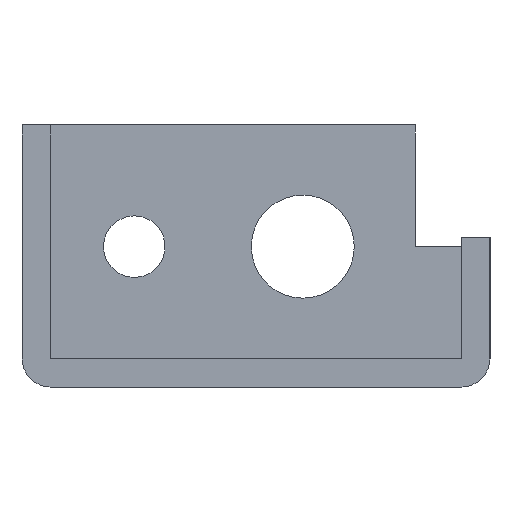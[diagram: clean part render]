
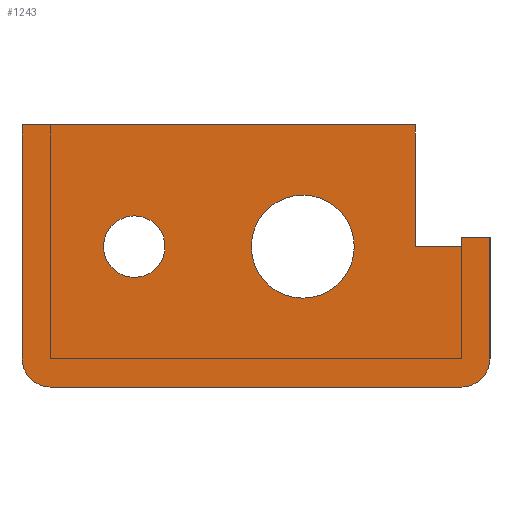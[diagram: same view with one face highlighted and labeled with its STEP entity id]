
A CAD part, left-side view. The second image highlights one B-rep face of the part: STEP entity #1243.
In plain terms, the highlighted planar face has unit normal (-1, 0, 0).
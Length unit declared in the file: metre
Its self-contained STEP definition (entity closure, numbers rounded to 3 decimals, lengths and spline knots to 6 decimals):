
#38=CIRCLE('',#1332,0.0015);
#40=CIRCLE('',#1336,0.0015);
#46=CIRCLE('',#1345,0.00165);
#47=CIRCLE('',#1346,0.00275);
#344=ORIENTED_EDGE('',*,*,#578,.F.);
#345=ORIENTED_EDGE('',*,*,#579,.F.);
#346=ORIENTED_EDGE('',*,*,#421,.T.);
#347=ORIENTED_EDGE('',*,*,#573,.T.);
#348=ORIENTED_EDGE('',*,*,#563,.T.);
#349=ORIENTED_EDGE('',*,*,#560,.T.);
#350=ORIENTED_EDGE('',*,*,#557,.T.);
#351=ORIENTED_EDGE('',*,*,#554,.T.);
#352=ORIENTED_EDGE('',*,*,#551,.F.);
#353=ORIENTED_EDGE('',*,*,#542,.F.);
#354=ORIENTED_EDGE('',*,*,#580,.T.);
#355=ORIENTED_EDGE('',*,*,#581,.T.);
#421=EDGE_CURVE('',#598,#597,#717,.T.);
#542=EDGE_CURVE('',#682,#683,#820,.T.);
#551=EDGE_CURVE('',#683,#690,#829,.T.);
#554=EDGE_CURVE('',#692,#690,#832,.T.);
#557=EDGE_CURVE('',#694,#692,#38,.T.);
#560=EDGE_CURVE('',#696,#694,#836,.T.);
#563=EDGE_CURVE('',#698,#696,#40,.T.);
#573=EDGE_CURVE('',#597,#698,#845,.T.);
#578=EDGE_CURVE('',#707,#707,#46,.T.);
#579=EDGE_CURVE('',#708,#708,#47,.T.);
#580=EDGE_CURVE('',#682,#709,#848,.T.);
#581=EDGE_CURVE('',#709,#598,#849,.T.);
#597=VERTEX_POINT('',#1705);
#598=VERTEX_POINT('',#1707);
#682=VERTEX_POINT('',#1947);
#683=VERTEX_POINT('',#1949);
#690=VERTEX_POINT('',#1967);
#692=VERTEX_POINT('',#1973);
#694=VERTEX_POINT('',#1979);
#696=VERTEX_POINT('',#1985);
#698=VERTEX_POINT('',#1991);
#707=VERTEX_POINT('',#2018);
#708=VERTEX_POINT('',#2020);
#709=VERTEX_POINT('',#2022);
#717=LINE('',#1706,#861);
#820=LINE('',#1948,#964);
#829=LINE('',#1966,#973);
#832=LINE('',#1972,#976);
#836=LINE('',#1984,#980);
#845=LINE('',#2007,#989);
#848=LINE('',#2021,#992);
#849=LINE('',#2023,#993);
#861=VECTOR('',#1372,1.);
#964=VECTOR('',#1583,1.);
#973=VECTOR('',#1596,1.);
#976=VECTOR('',#1601,1.);
#980=VECTOR('',#1613,1.);
#989=VECTOR('',#1634,1.);
#992=VECTOR('',#1649,1.);
#993=VECTOR('',#1650,1.);
#1051=EDGE_LOOP('',(#344));
#1052=EDGE_LOOP('',(#345));
#1053=EDGE_LOOP('',(#346,#347,#348,#349,#350,#351,#352,#353,#354,#355));
#1125=FACE_BOUND('',#1051,.T.);
#1126=FACE_BOUND('',#1052,.T.);
#1127=FACE_BOUND('',#1053,.T.);
#1187=PLANE('',#1344);
#1243=ADVANCED_FACE('',(#1125,#1126,#1127),#1187,.F.);
#1332=AXIS2_PLACEMENT_3D('',#1978,#1606,#1607);
#1336=AXIS2_PLACEMENT_3D('',#1990,#1618,#1619);
#1344=AXIS2_PLACEMENT_3D('',#2016,#1643,#1644);
#1345=AXIS2_PLACEMENT_3D('',#2017,#1645,#1646);
#1346=AXIS2_PLACEMENT_3D('',#2019,#1647,#1648);
#1372=DIRECTION('',(0.,1.,0.));
#1583=DIRECTION('',(0.,0.,1.));
#1596=DIRECTION('',(0.,-1.,0.));
#1601=DIRECTION('',(0.,0.,1.));
#1606=DIRECTION('',(-1.,0.,0.));
#1607=DIRECTION('',(0.,0.,-1.));
#1613=DIRECTION('',(0.,-1.,0.));
#1618=DIRECTION('',(-1.,0.,0.));
#1619=DIRECTION('',(0.,0.,-1.));
#1634=DIRECTION('',(0.,0.,-1.));
#1643=DIRECTION('',(1.,0.,0.));
#1644=DIRECTION('',(0.,1.,0.));
#1645=DIRECTION('',(-1.,0.,0.));
#1646=DIRECTION('',(0.,0.,1.));
#1647=DIRECTION('',(-1.,0.,0.));
#1648=DIRECTION('',(0.,0.,1.));
#1649=DIRECTION('',(0.,1.,0.));
#1650=DIRECTION('',(0.,0.,1.));
#1705=CARTESIAN_POINT('',(0.,0.4125,0.1045));
#1706=CARTESIAN_POINT('',(0.,0.41175,0.1045));
#1707=CARTESIAN_POINT('',(0.,0.3915,0.1045));
#1947=CARTESIAN_POINT('',(0.,0.389,0.098));
#1948=CARTESIAN_POINT('',(0.,0.389,0.095));
#1949=CARTESIAN_POINT('',(0.,0.389,0.0985));
#1966=CARTESIAN_POINT('',(0.,0.38825,0.0985));
#1967=CARTESIAN_POINT('',(0.,0.3875,0.0985));
#1972=CARTESIAN_POINT('',(0.,0.3875,0.09525));
#1973=CARTESIAN_POINT('',(0.,0.3875,0.092));
#1978=CARTESIAN_POINT('',(0.,0.389,0.092));
#1979=CARTESIAN_POINT('',(0.,0.389,0.0905));
#1984=CARTESIAN_POINT('',(0.,0.4,0.0905));
#1985=CARTESIAN_POINT('',(0.,0.411,0.0905));
#1990=CARTESIAN_POINT('',(0.,0.411,0.092));
#1991=CARTESIAN_POINT('',(0.,0.4125,0.092));
#2007=CARTESIAN_POINT('',(0.,0.4125,0.09825));
#2016=CARTESIAN_POINT('',(0.,0.2125,0.25));
#2017=CARTESIAN_POINT('',(0.,0.4065,0.098));
#2018=CARTESIAN_POINT('',(0.,0.4065,0.09965));
#2019=CARTESIAN_POINT('',(0.,0.3975,0.098));
#2020=CARTESIAN_POINT('',(0.,0.3975,0.10075));
#2021=CARTESIAN_POINT('',(0.,0.39025,0.098));
#2022=CARTESIAN_POINT('',(0.,0.3915,0.098));
#2023=CARTESIAN_POINT('',(0.,0.3915,0.10125));
